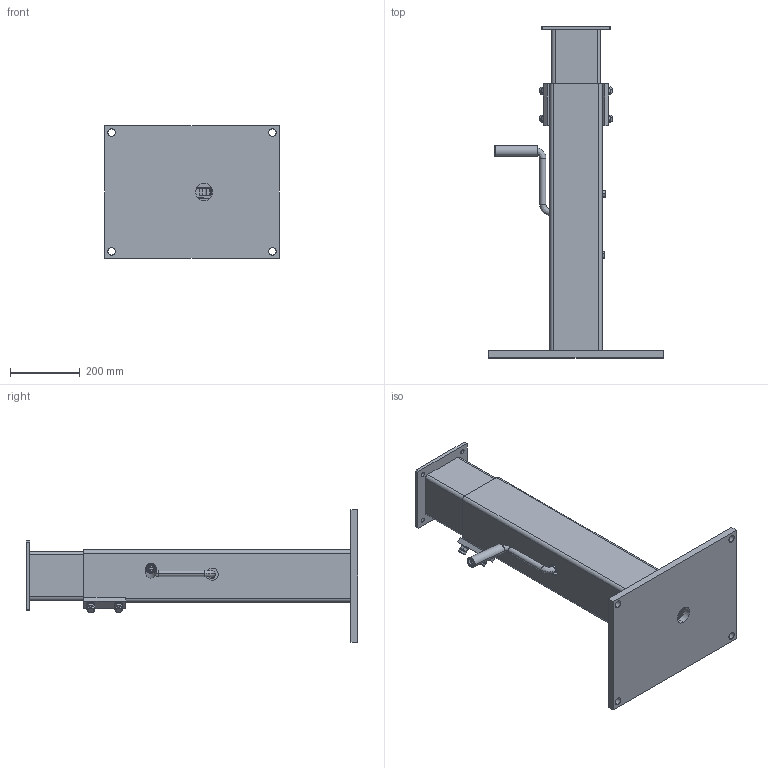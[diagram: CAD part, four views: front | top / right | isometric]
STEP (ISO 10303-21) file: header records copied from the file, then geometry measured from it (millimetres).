
FILE_DESCRIPTION (( 'STEP AP203' ), '1' );
FILE_NAME ('230405 PART 3-400461-07_2016A.STEP', '2023-04-05T04:32:42', ( '' ), ( '' ), 'SwSTEP 2.0', 'SolidWorks 2022', '' );
FILE_SCHEMA (( 'CONFIG_CONTROL_DESIGN' ));
Length unit declared in the file: millimetre
Products named in the file (1): 230405 PART 3-400461-07_2016A
Bounding box: 500 x 950 x 380 mm (x, y, z)
Volume: 8075415.3 mm3; surface area: 2079715.3 mm2
Topology: 33 solids, 37 shells, 1288 faces, 3346 edges, 2150 vertices
Faces by surface type: plane 591, cylinder 476, cone 175, bspline 40, torus 6
Entity records: 44221 total; most frequent: CARTESIAN_POINT 12306, DIRECTION 6680, ORIENTED_EDGE 6660, EDGE_CURVE 3330, AXIS2_PLACEMENT_3D 2403, VERTEX_POINT 2148, VECTOR 1874, LINE 1874
